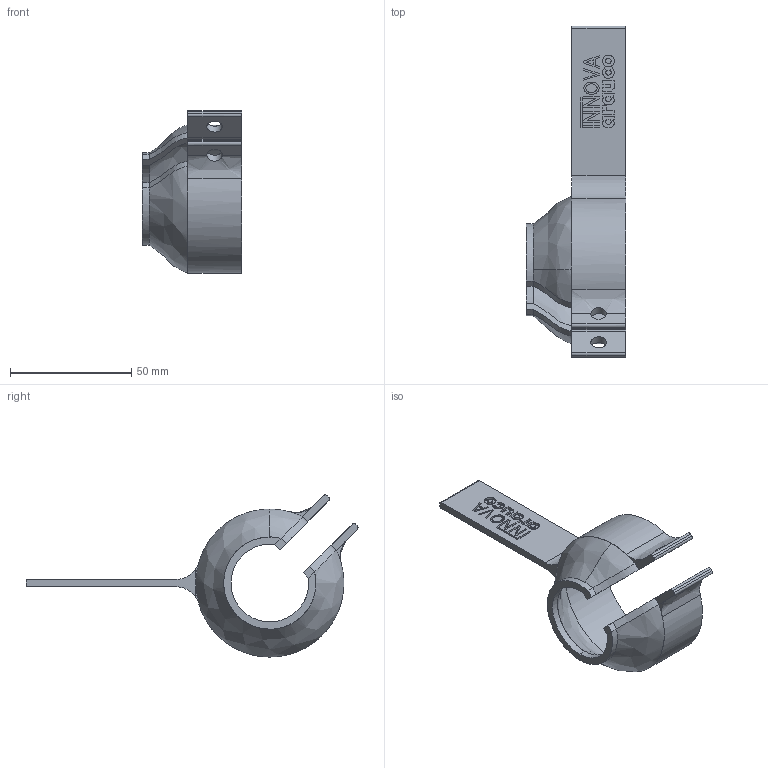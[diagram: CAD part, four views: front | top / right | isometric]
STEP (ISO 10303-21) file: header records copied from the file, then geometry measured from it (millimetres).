
FILE_DESCRIPTION(/* description */ (''),/* implementation_level */ '2;1');
FILE_NAME(/* name */ 'HOLD-D~2',/* time_stamp */ '2020-05-18T17:49:33-04:00',/* author */ (''),/* organization */ (''),/* preprocessor_version */ 'ST-DEVELOPER v16.5',/* originating_system */ '',/* authorisation */ '');
FILE_SCHEMA (('AUTOMOTIVE_DESIGN'));
Length unit declared in the file: millimetre
Products named in the file (1): Document
Bounding box: 40.94 x 136.82 x 66.82 mm (x, y, z)
Volume: 25468.1 mm3; surface area: 19412.8 mm2
Topology: 1 solids, 1 shells, 207 faces, 535 edges, 346 vertices
Faces by surface type: plane 104, bspline 103
Entity records: 7538 total; most frequent: CARTESIAN_POINT 4056, ORIENTED_EDGE 1070, EDGE_CURVE 535, B_SPLINE_CURVE_WITH_KNOTS 457, VERTEX_POINT 346, EDGE_LOOP 227, ADVANCED_FACE 207, FACE_OUTER_BOUND 207
